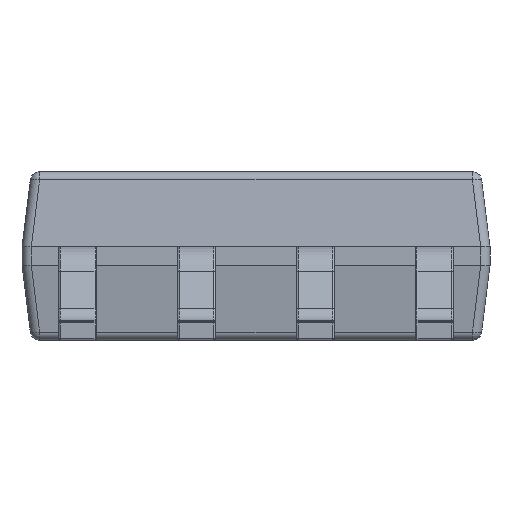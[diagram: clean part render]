
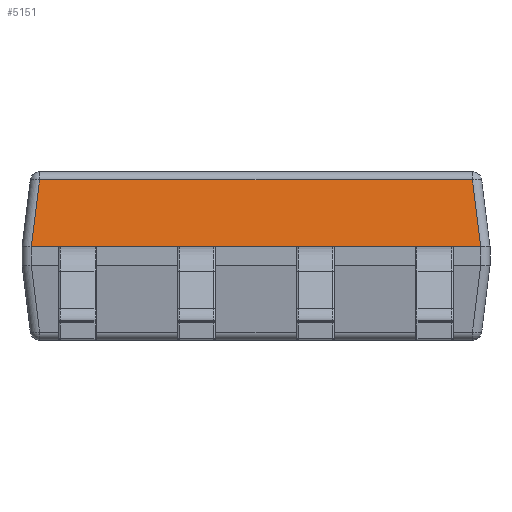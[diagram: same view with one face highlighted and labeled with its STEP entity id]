
A CAD part, front view. The second image highlights one B-rep face of the part: STEP entity #5151.
In plain terms, the highlighted planar face has unit normal (0, -0.992, 0.124).
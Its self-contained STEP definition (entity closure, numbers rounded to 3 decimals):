
#115 = VECTOR ( 'NONE', #20732, 1000. ) ;
#251 =( BOUNDED_CURVE ( )  B_SPLINE_CURVE ( 3, ( #14050, #11190, #20534, #8015 ),
 .UNSPECIFIED., .F., .F. ) 
 B_SPLINE_CURVE_WITH_KNOTS ( ( 4, 4 ),
 ( 0., 0.008 ),
 .UNSPECIFIED. ) 
 CURVE ( )  GEOMETRIC_REPRESENTATION_ITEM ( )  RATIONAL_B_SPLINE_CURVE ( ( 1., 1., 1., 1. ) ) 
 REPRESENTATION_ITEM ( '' )  );
#568 = VERTEX_POINT ( 'NONE', #16388 ) ;
#1111 = CARTESIAN_POINT ( 'NONE',  ( 0., -1.898, 1.798 ) ) ;
#1143 = ORIENTED_EDGE ( 'NONE', *, *, #19339, .F. ) ;
#1367 = DIRECTION ( 'NONE',  ( -0.123, 0.123, 0.985 ) ) ;
#2739 = CARTESIAN_POINT ( 'NONE',  ( 2.31, -1.909, 1.711 ) ) ;
#2954 = LINE ( 'NONE', #9531, #4855 ) ;
#3168 = CARTESIAN_POINT ( 'NONE',  ( -2.398, -1.998, 0.999 ) ) ;
#3273 = CARTESIAN_POINT ( 'NONE',  ( -2.398, -1.998, 0.999 ) ) ;
#4135 = CARTESIAN_POINT ( 'NONE',  ( -2.398, -1.998, 0.999 ) ) ;
#4855 = VECTOR ( 'NONE', #1367, 1000. ) ;
#5151 = ADVANCED_FACE ( 'NONE', ( #10246 ), #20224, .T. ) ;
#5871 = VECTOR ( 'NONE', #12281, 1000. ) ;
#6011 = ORIENTED_EDGE ( 'NONE', *, *, #11521, .T. ) ;
#7340 = EDGE_CURVE ( 'NONE', #11504, #16214, #2954, .T. ) ;
#7485 = DIRECTION ( 'NONE',  ( 0., -0.992, 0.124 ) ) ;
#7687 = LINE ( 'NONE', #14251, #115 ) ;
#8015 = CARTESIAN_POINT ( 'NONE',  ( 2.398, -1.998, 0.999 ) ) ;
#8414 = EDGE_CURVE ( 'NONE', #18451, #11504, #251, .T. ) ;
#8420 = CARTESIAN_POINT ( 'NONE',  ( -2.31, -1.909, 1.711 ) ) ;
#9019 = EDGE_LOOP ( 'NONE', ( #11611, #6011, #1143, #18234, #15725, #19574 ) ) ;
#9058 = DIRECTION ( 'NONE',  ( -1., 0., 0. ) ) ;
#9425 = CARTESIAN_POINT ( 'NONE',  ( -2.398, -1.998, 0.999 ) ) ;
#9531 = CARTESIAN_POINT ( 'NONE',  ( 2.264, -1.863, 2.077 ) ) ;
#10246 = FACE_OUTER_BOUND ( 'NONE', #9019, .T. ) ;
#10808 = VECTOR ( 'NONE', #9058, 1000. ) ;
#11190 = CARTESIAN_POINT ( 'NONE',  ( 2.398, -1.998, 0.999 ) ) ;
#11453 = CARTESIAN_POINT ( 'NONE',  ( 2.398, -1.998, 0.999 ) ) ;
#11504 = VERTEX_POINT ( 'NONE', #11453 ) ;
#11521 = EDGE_CURVE ( 'NONE', #568, #16191, #15312, .T. ) ;
#11611 = ORIENTED_EDGE ( 'NONE', *, *, #20956, .T. ) ;
#11871 = VERTEX_POINT ( 'NONE', #8420 ) ;
#12075 = AXIS2_PLACEMENT_3D ( 'NONE', #1111, #7485, #14366 ) ;
#12281 = DIRECTION ( 'NONE',  ( -0.123, -0.123, -0.985 ) ) ;
#13653 = CARTESIAN_POINT ( 'NONE',  ( -2.264, -1.863, 2.077 ) ) ;
#14050 = CARTESIAN_POINT ( 'NONE',  ( 2.398, -1.998, 0.999 ) ) ;
#14251 = CARTESIAN_POINT ( 'NONE',  ( -2.498, -1.998, 0.999 ) ) ;
#14366 = DIRECTION ( 'NONE',  ( -1., 0., 0. ) ) ;
#15312 =( BOUNDED_CURVE ( )  B_SPLINE_CURVE ( 3, ( #9425, #3273, #3168, #16239 ),
 .UNSPECIFIED., .F., .F. ) 
 B_SPLINE_CURVE_WITH_KNOTS ( ( 4, 4 ),
 ( 6.275, 6.283 ),
 .UNSPECIFIED. ) 
 CURVE ( )  GEOMETRIC_REPRESENTATION_ITEM ( )  RATIONAL_B_SPLINE_CURVE ( ( 1., 1., 1., 1. ) ) 
 REPRESENTATION_ITEM ( '' )  );
#15725 = ORIENTED_EDGE ( 'NONE', *, *, #7340, .T. ) ;
#16191 = VERTEX_POINT ( 'NONE', #4135 ) ;
#16214 = VERTEX_POINT ( 'NONE', #2739 ) ;
#16239 = CARTESIAN_POINT ( 'NONE',  ( -2.398, -1.998, 0.999 ) ) ;
#16388 = CARTESIAN_POINT ( 'NONE',  ( -2.398, -1.998, 0.999 ) ) ;
#16977 = LINE ( 'NONE', #13653, #5871 ) ;
#17990 = CARTESIAN_POINT ( 'NONE',  ( 2.398, -1.998, 0.999 ) ) ;
#18234 = ORIENTED_EDGE ( 'NONE', *, *, #8414, .T. ) ;
#18240 = EDGE_CURVE ( 'NONE', #16214, #11871, #20213, .T. ) ;
#18439 = CARTESIAN_POINT ( 'NONE',  ( 0., -1.909, 1.711 ) ) ;
#18451 = VERTEX_POINT ( 'NONE', #17990 ) ;
#19339 = EDGE_CURVE ( 'NONE', #18451, #16191, #7687, .T. ) ;
#19574 = ORIENTED_EDGE ( 'NONE', *, *, #18240, .T. ) ;
#20213 = LINE ( 'NONE', #18439, #10808 ) ;
#20224 = PLANE ( 'NONE',  #12075 ) ;
#20534 = CARTESIAN_POINT ( 'NONE',  ( 2.398, -1.998, 0.999 ) ) ;
#20732 = DIRECTION ( 'NONE',  ( -1., 0., 0. ) ) ;
#20956 = EDGE_CURVE ( 'NONE', #11871, #568, #16977, .T. ) ;
